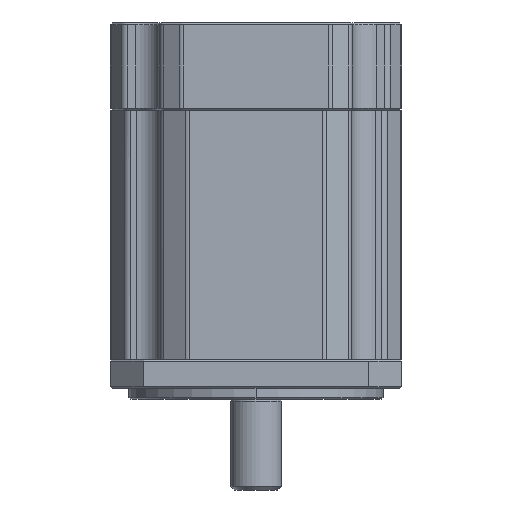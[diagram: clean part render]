
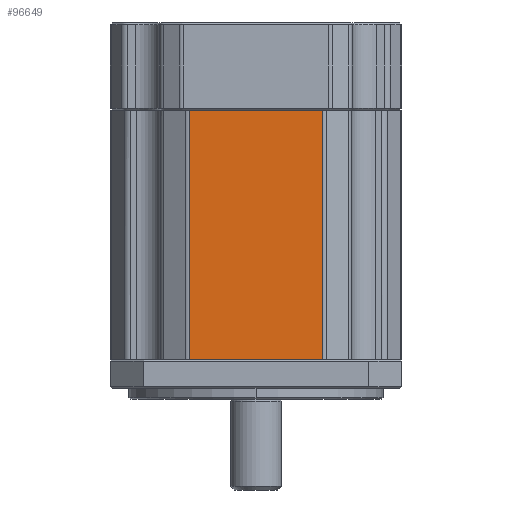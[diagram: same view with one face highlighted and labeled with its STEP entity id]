
A CAD part, front view. The second image highlights one B-rep face of the part: STEP entity #96649.
In plain terms, the highlighted planar face has unit normal (0, -1, 0).
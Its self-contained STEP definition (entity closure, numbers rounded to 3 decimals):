
#2436 = VECTOR ( 'NONE', #199980, 1000. ) ;
#4371 = CARTESIAN_POINT ( 'NONE',  ( -18.37, -40., 11. ) ) ;
#4924 = VERTEX_POINT ( 'NONE', #161280 ) ;
#7051 = EDGE_LOOP ( 'NONE', ( #207323, #121400, #225930, #203347 ) ) ;
#15349 = EDGE_CURVE ( 'NONE', #220693, #4924, #77764, .T. ) ;
#28737 = VECTOR ( 'NONE', #65317, 1000. ) ;
#36046 = VERTEX_POINT ( 'NONE', #4371 ) ;
#39027 = CARTESIAN_POINT ( 'NONE',  ( -18.37, -40., 79.5 ) ) ;
#53340 = CARTESIAN_POINT ( 'NONE',  ( -18.37, -40., 79.5 ) ) ;
#65317 = DIRECTION ( 'NONE',  ( 1., 0., 0. ) ) ;
#69701 = VERTEX_POINT ( 'NONE', #53340 ) ;
#77764 = LINE ( 'NONE', #92670, #187294 ) ;
#82180 = EDGE_CURVE ( 'NONE', #69701, #220693, #153207, .T. ) ;
#92670 = CARTESIAN_POINT ( 'NONE',  ( 18.37, -40., 79.5 ) ) ;
#95468 = PLANE ( 'NONE',  #158704 ) ;
#96649 = ADVANCED_FACE ( 'Defeature ausgef�hrt1_38', ( #164017 ), #95468, .F. ) ;
#96780 = CARTESIAN_POINT ( 'NONE',  ( 18.37, -40., 79.5 ) ) ;
#107287 = EDGE_CURVE ( 'NONE', #36046, #4924, #153223, .T. ) ;
#118962 = CARTESIAN_POINT ( 'NONE',  ( 0., -40., 79.5 ) ) ;
#121400 = ORIENTED_EDGE ( 'NONE', *, *, #15349, .F. ) ;
#147477 = LINE ( 'NONE', #39027, #2436 ) ;
#150248 = DIRECTION ( 'NONE',  ( 0., 0., -1. ) ) ;
#153207 = LINE ( 'NONE', #118962, #164786 ) ;
#153223 = LINE ( 'NONE', #155498, #28737 ) ;
#155498 = CARTESIAN_POINT ( 'NONE',  ( 0., -40., 11. ) ) ;
#158704 = AXIS2_PLACEMENT_3D ( 'NONE', #182281, #165153, #150248 ) ;
#161280 = CARTESIAN_POINT ( 'NONE',  ( 18.37, -40., 11. ) ) ;
#164017 = FACE_OUTER_BOUND ( 'NONE', #7051, .T. ) ;
#164786 = VECTOR ( 'NONE', #171475, 1000. ) ;
#165153 = DIRECTION ( 'NONE',  ( 0., 1., 0. ) ) ;
#171475 = DIRECTION ( 'NONE',  ( 1., 0., 0. ) ) ;
#182281 = CARTESIAN_POINT ( 'NONE',  ( 0., -40., 79.5 ) ) ;
#187294 = VECTOR ( 'NONE', #214826, 1000. ) ;
#199980 = DIRECTION ( 'NONE',  ( 0., 0., -1. ) ) ;
#203263 = EDGE_CURVE ( 'NONE', #69701, #36046, #147477, .T. ) ;
#203347 = ORIENTED_EDGE ( 'NONE', *, *, #203263, .T. ) ;
#207323 = ORIENTED_EDGE ( 'NONE', *, *, #107287, .T. ) ;
#214826 = DIRECTION ( 'NONE',  ( 0., 0., -1. ) ) ;
#220693 = VERTEX_POINT ( 'NONE', #96780 ) ;
#225930 = ORIENTED_EDGE ( 'NONE', *, *, #82180, .F. ) ;
